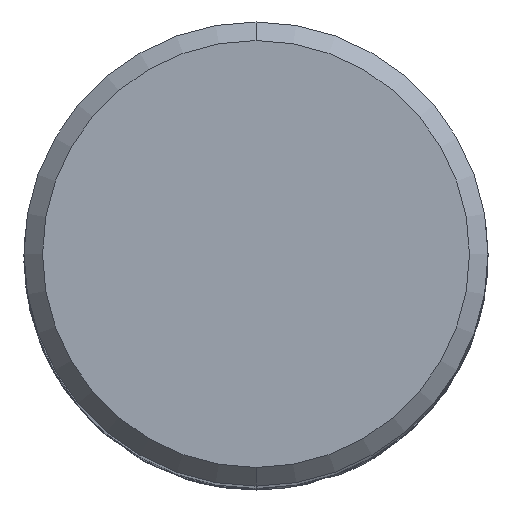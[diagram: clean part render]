
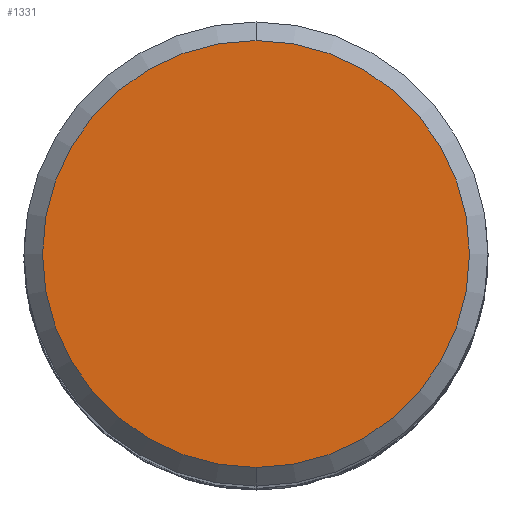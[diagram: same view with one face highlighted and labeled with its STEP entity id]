
A CAD part, top view. The second image highlights one B-rep face of the part: STEP entity #1331.
In plain terms, the highlighted planar face has unit normal (0, 0, 1).
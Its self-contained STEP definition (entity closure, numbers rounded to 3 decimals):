
#835=VERTEX_POINT('',#1861);
#995=VERTEX_POINT('',#2037);
#1113=EDGE_CURVE('',#835,#995,#2168,.T.);
#1139=EDGE_CURVE('',#995,#835,#2195,.T.);
#1331=ADVANCED_FACE('',(#2405),#2406,.T.);
#1861=CARTESIAN_POINT('',(0.,-11.5,0.0));
#2037=CARTESIAN_POINT('',(0.0,11.5,0.0));
#2168=CIRCLE('',#8383,11.5);
#2195=CIRCLE('',#8459,11.5);
#2405=FACE_OUTER_BOUND('',#10173,.T.);
#2406=PLANE('',#10174);
#8383=AXIS2_PLACEMENT_3D('',#13570,#13571,#13572);
#8459=AXIS2_PLACEMENT_3D('',#13589,#13590,#13591);
#10173=EDGE_LOOP('',(#13796,#13797));
#10174=AXIS2_PLACEMENT_3D('',#13798,#13799,#13800);
#13570=CARTESIAN_POINT('',(0.0,0.0,0.0));
#13571=DIRECTION('',(0.0,0.0,-1.0));
#13572=DIRECTION('',(0.0,1.0,0.0));
#13589=CARTESIAN_POINT('',(0.0,0.0,0.0));
#13590=DIRECTION('',(0.0,0.0,-1.0));
#13591=DIRECTION('',(0.0,1.0,0.0));
#13796=ORIENTED_EDGE('',*,*,#1139,.F.);
#13797=ORIENTED_EDGE('',*,*,#1113,.F.);
#13798=CARTESIAN_POINT('',(0.0,5.75,0.0));
#13799=DIRECTION('',(-0.0,0.0,1.0));
#13800=DIRECTION('',(0.0,-1.0,0.0));
